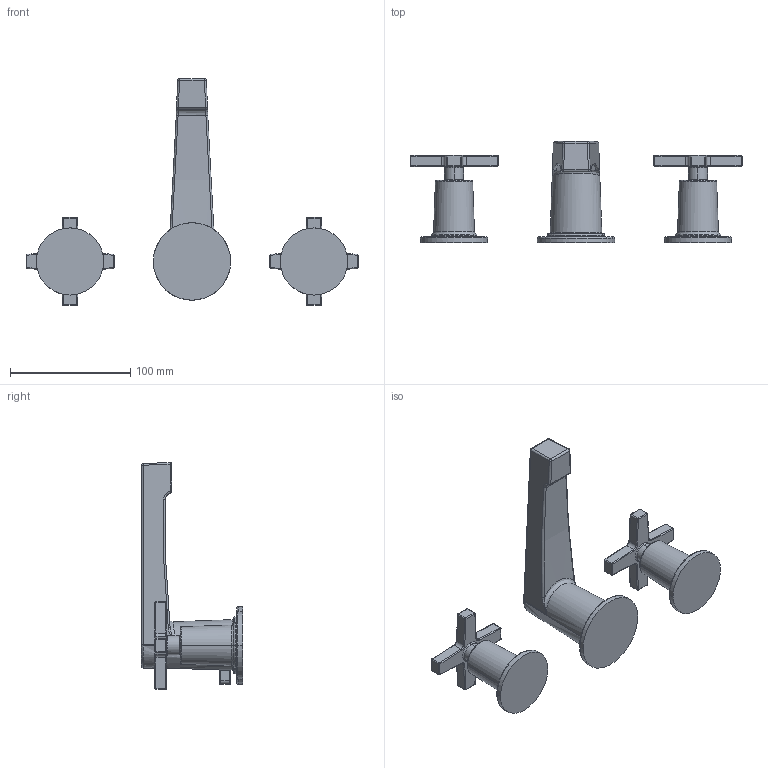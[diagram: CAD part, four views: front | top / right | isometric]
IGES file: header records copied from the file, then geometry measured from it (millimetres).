
Start section:  PTC IGES file: 2980.igs
Global section: file name: 2980.igs; native system: Creo Parametric by PTC Inc.; preprocessor: 2018400; author: jinson.thomas; organization: Unknown; date: 20201130.103407; units: inch
Bounding box: 276.5 x 84.15 x 189 mm (x, y, z)
Volume: 343487.5 mm3; surface area: 67660.5 mm2
Topology: 3 solids, 3 shells, 276 faces, 670 edges, 374 vertices
Faces by surface type: revolution 211, bspline 65
